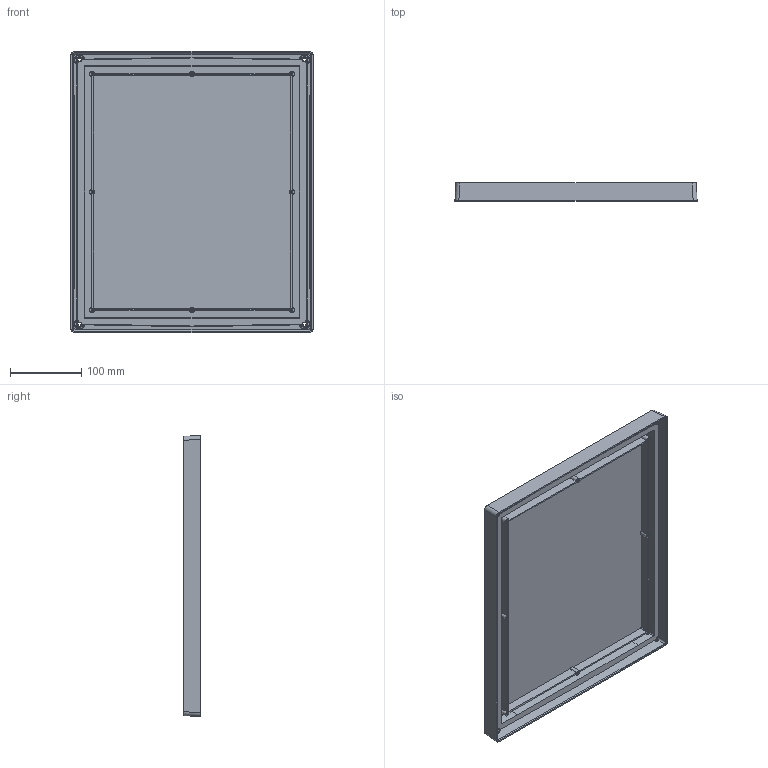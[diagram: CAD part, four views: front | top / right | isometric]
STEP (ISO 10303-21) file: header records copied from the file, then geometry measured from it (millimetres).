
FILE_DESCRIPTION((''),'2;1');
FILE_NAME('14X12_HINGE_LOW_C','2015-01-16T',('fxhongdongluo'),(''),'PRO/ENGINEER BY PARAMETRIC TECHNOLOGY CORPORATION, 2010040','PRO/ENGINEER BY PARAMETRIC TECHNOLOGY CORPORATION, 2010040','');
FILE_SCHEMA(('CONFIG_CONTROL_DESIGN'));
Length unit declared in the file: millimetre
Products named in the file (1): 14X12_HINGE_LOW_C
Bounding box: 338.84 x 24.6 x 393.34 mm (x, y, z)
Volume: 819208.9 mm3; surface area: 392739.9 mm2
Topology: 1 solids, 1 shells, 303 faces, 776 edges, 492 vertices
Faces by surface type: cylinder 90, plane 89, bspline 58, cone 40, torus 16, sphere 10
Entity records: 11316 total; most frequent: CARTESIAN_POINT 4457, ORIENTED_EDGE 1552, DIRECTION 1250, EDGE_CURVE 776, VERTEX_POINT 492, AXIS2_PLACEMENT_3D 491, EDGE_LOOP 328, FACE_OUTER_BOUND 303
